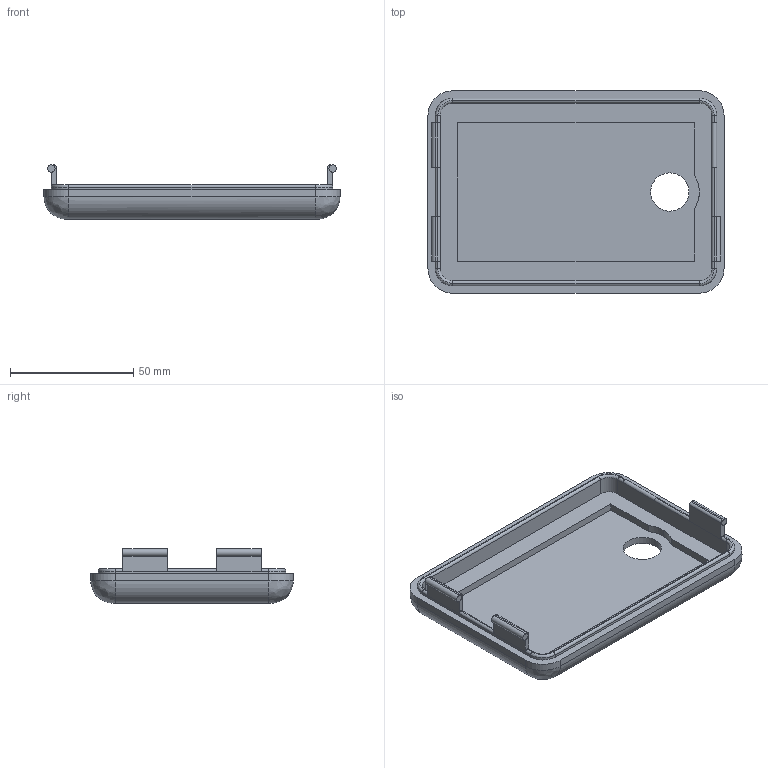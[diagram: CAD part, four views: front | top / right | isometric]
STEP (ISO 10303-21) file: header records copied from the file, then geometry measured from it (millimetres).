
FILE_DESCRIPTION(/* description */ (''),/* implementation_level */ '2;1');
FILE_NAME(/* name */ 'Discus_Bottom_Cap',/* time_stamp */ '2022-02-20T23:05:52+01:00',/* author */ (''),/* organization */ (''),/* preprocessor_version */ 'ST-DEVELOPER v16.5',/* originating_system */ 'Rhino 7.15',/* authorisation */ '');
FILE_SCHEMA (('CONFIG_CONTROL_DESIGN'));
Length unit declared in the file: millimetre
Products named in the file (1): Document
Bounding box: 120 x 82 x 22.02 mm (x, y, z)
Volume: 48751.9 mm3; surface area: 31488.6 mm2
Topology: 2 solids, 2 shells, 115 faces, 270 edges, 160 vertices
Faces by surface type: cylinder 50, plane 45, bspline 20
Full cylindrical faces by diameter (mm): 15.5 x1
Entity records: 2853 total; most frequent: CARTESIAN_POINT 1128, ORIENTED_EDGE 540, EDGE_CURVE 270, VERTEX_POINT 160, EDGE_LOOP 120, ADVANCED_FACE 115, FACE_OUTER_BOUND 115, DIRECTION 90
